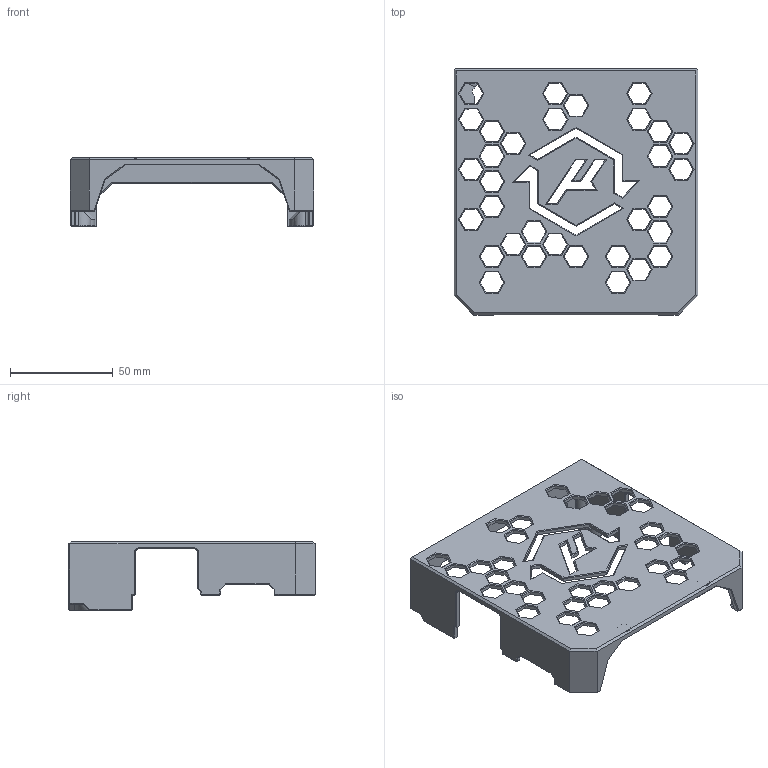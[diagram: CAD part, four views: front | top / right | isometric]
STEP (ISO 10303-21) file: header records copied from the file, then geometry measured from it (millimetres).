
FILE_DESCRIPTION (( 'STEP AP214' ), '1' );
FILE_NAME ('Birdsnest_Cover_Micron_Rev0.STEP', '2024-08-18T15:05:07', ( '' ), ( '' ), 'SwSTEP 2.0', 'SolidWorks 2024', '' );
FILE_SCHEMA (( 'AUTOMOTIVE_DESIGN' ));
Length unit declared in the file: metre
Products named in the file (1): Birdsnest_Cover_Micron_Rev0
Bounding box: 118.8 x 120 x 33.6 mm (x, y, z)
Volume: 39815.2 mm3; surface area: 39342.5 mm2
Topology: 1 solids, 1 shells, 782 faces, 1927 edges, 1147 vertices
Faces by surface type: plane 706, cone 32, cylinder 32, bspline 12
Entity records: 23747 total; most frequent: CARTESIAN_POINT 5466, ORIENTED_EDGE 3854, DIRECTION 3507, EDGE_CURVE 1927, VECTOR 1769, LINE 1769, VERTEX_POINT 1147, AXIS2_PLACEMENT_3D 869
